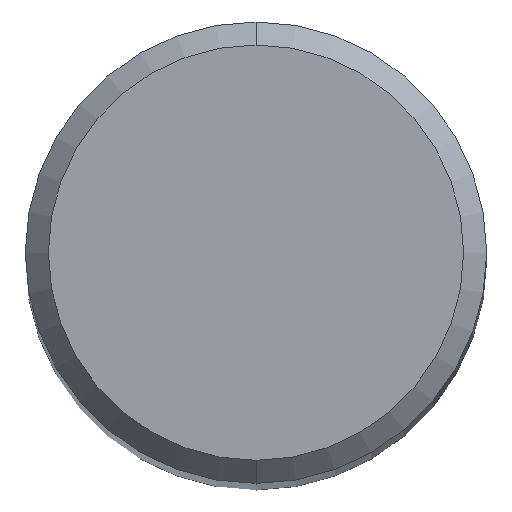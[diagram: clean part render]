
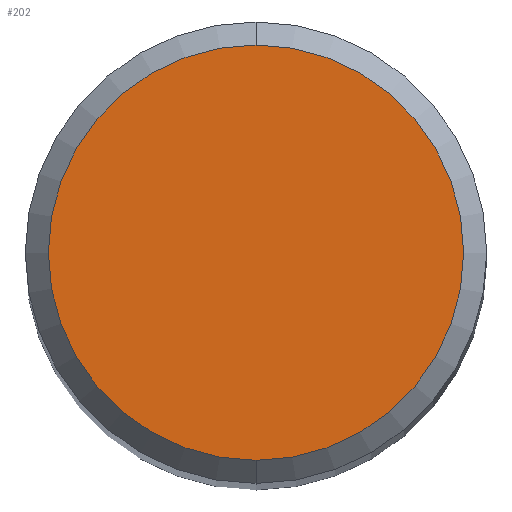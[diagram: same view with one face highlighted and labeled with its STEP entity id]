
A CAD part, top view. The second image highlights one B-rep face of the part: STEP entity #202.
In plain terms, the highlighted planar face has unit normal (0, 0, 1).
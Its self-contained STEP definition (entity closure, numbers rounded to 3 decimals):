
#136=EDGE_CURVE('',#242,#148,#307,.T.);
#148=VERTEX_POINT('',#319);
#198=EDGE_CURVE('',#148,#242,#376,.T.);
#202=ADVANCED_FACE('',(#380),#381,.T.);
#242=VERTEX_POINT('',#426);
#307=CIRCLE('',#488,3.6);
#319=CARTESIAN_POINT('',(0.0,3.6,0.0));
#376=CIRCLE('',#577,3.6);
#380=FACE_OUTER_BOUND('',#582,.T.);
#381=PLANE('',#583);
#426=CARTESIAN_POINT('',(0.,-3.6,0.0));
#488=AXIS2_PLACEMENT_3D('',#704,#705,#706);
#577=AXIS2_PLACEMENT_3D('',#797,#798,#799);
#582=EDGE_LOOP('',(#804,#805));
#583=AXIS2_PLACEMENT_3D('',#806,#807,#808);
#704=CARTESIAN_POINT('',(0.0,0.0,0.0));
#705=DIRECTION('',(0.0,0.0,-1.0));
#706=DIRECTION('',(0.0,1.0,0.0));
#797=CARTESIAN_POINT('',(0.0,0.0,0.0));
#798=DIRECTION('',(0.0,0.0,-1.0));
#799=DIRECTION('',(0.0,1.0,0.0));
#804=ORIENTED_EDGE('',*,*,#198,.F.);
#805=ORIENTED_EDGE('',*,*,#136,.F.);
#806=CARTESIAN_POINT('',(0.0,1.8,0.0));
#807=DIRECTION('',(-0.0,0.0,1.0));
#808=DIRECTION('',(0.0,-1.0,0.0));
